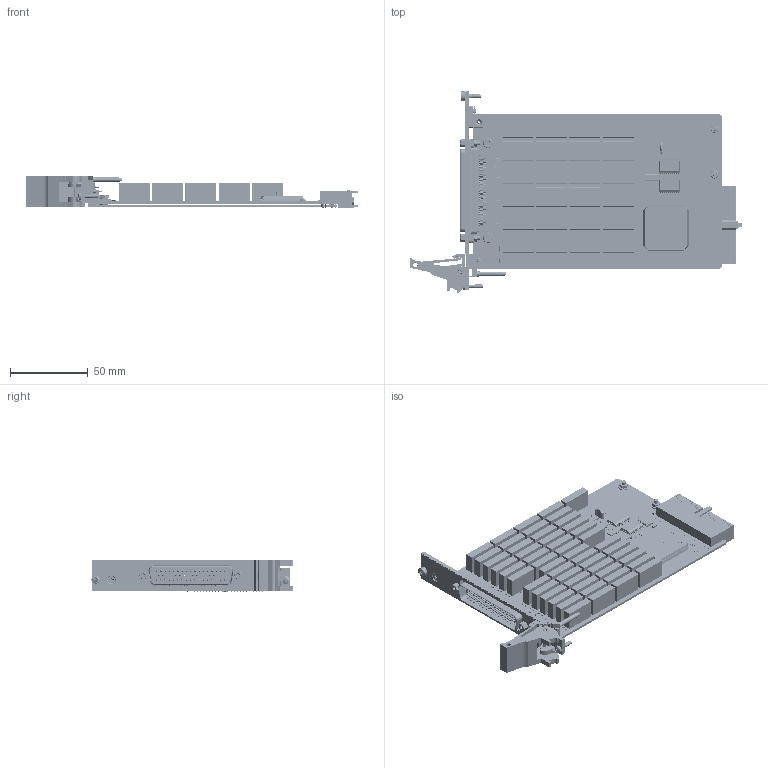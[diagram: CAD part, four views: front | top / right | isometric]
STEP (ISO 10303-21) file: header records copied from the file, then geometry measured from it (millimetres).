
FILE_DESCRIPTION (( 'STEP AP214' ), '1' );
FILE_NAME ('40-651-001 PXI 5A EMR MUX Power Module.STEP', '2013-09-04T13:24:09', ( 'admin' ), ( '' ), 'SwSTEP 2.0', 'SolidWorks 2012', '' );
FILE_SCHEMA (( 'AUTOMOTIVE_DESIGN' ));
Length unit declared in the file: millimetre
Products named in the file (1): 40-651-001 PXI 5A EMR MUX Power Module
Bounding box: 213.93 x 129.67 x 20.12 mm (x, y, z)
Surface area: 126342.2 mm2 (no closed solid volume)
Topology: 0 solids, 472 shells, 3504 faces, 14345 edges, 10808 vertices
Faces by surface type: plane 2252, cylinder 1075, cone 95, torus 42, bspline 23, sphere 17
Full cylindrical faces by diameter (mm): 0.278 x2, 0.406 x95, 0.5 x16, 0.6 x110, 0.7 x54, 1 x54, 1.2 x50, 1.21 x19, 1.496 x2, 2 x6, 2.05 x3, 2.497 x1, 2.5 x6, 2.6 x3, 2.7 x1, 2.8 x1, 3 x5, 4.7 x5, 5 x2, 5.2 x2, 5.3 x1, 5.5 x2, 5.7 x2, 6 x1, 6.1 x1, 6.8 x4
Entity records: 192845 total; most frequent: CARTESIAN_POINT 37519, DIRECTION 24178, ORIENTED_EDGE 18622, EDGE_CURVE 13596, VERTEX_POINT 10627, VECTOR 8748, LINE 8748, AXIS2_PLACEMENT_3D 7715
